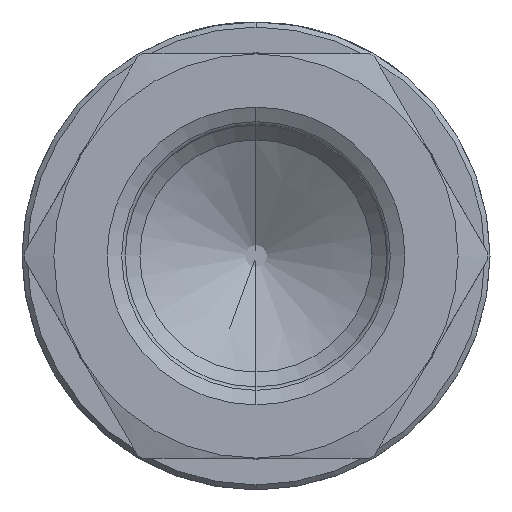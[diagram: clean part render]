
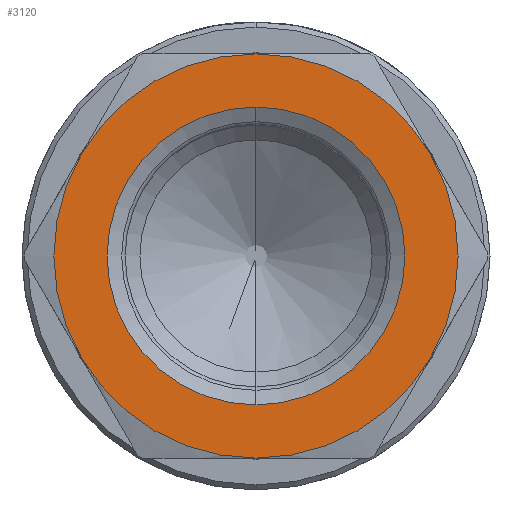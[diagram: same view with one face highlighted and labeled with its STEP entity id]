
A CAD part, left-side view. The second image highlights one B-rep face of the part: STEP entity #3120.
In plain terms, the highlighted planar face has unit normal (-1, 0, 0).
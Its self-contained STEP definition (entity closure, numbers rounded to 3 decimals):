
#447 = CARTESIAN_POINT ( 'NONE',  ( 38.567, 7.066, 11.113 ) ) ;
#453 = DIRECTION ( 'NONE',  ( -1., 0., 0. ) ) ;
#468 = CIRCLE ( 'NONE', #2074, 15.081 ) ;
#473 = EDGE_LOOP ( 'NONE', ( #9187, #6276 ) ) ;
#556 = AXIS2_PLACEMENT_3D ( 'NONE', #9752, #4524, #5500 ) ;
#582 = CARTESIAN_POINT ( 'NONE',  ( 38.567, 0., 0. ) ) ;
#747 = CIRCLE ( 'NONE', #3218, 11.113 ) ;
#1236 = CARTESIAN_POINT ( 'NONE',  ( 38.567, 7.066, -11.113 ) ) ;
#1796 = CARTESIAN_POINT ( 'NONE',  ( 38.567, 7.066, 0. ) ) ;
#1879 = EDGE_CURVE ( 'NONE', #9067, #3258, #2261, .T. ) ;
#2074 = AXIS2_PLACEMENT_3D ( 'NONE', #8146, #3867, #9861 ) ;
#2261 = CIRCLE ( 'NONE', #8233, 15.081 ) ;
#2326 = DIRECTION ( 'NONE',  ( 1., 0., 0. ) ) ;
#2557 = CARTESIAN_POINT ( 'NONE',  ( 38.567, 7.066, -15.081 ) ) ;
#3005 = EDGE_LOOP ( 'NONE', ( #4037, #5260 ) ) ;
#3120 = ADVANCED_FACE ( 'NONE', ( #5806, #9971 ), #3223, .F. ) ;
#3203 = CARTESIAN_POINT ( 'NONE',  ( 38.567, 7.066, 0. ) ) ;
#3218 = AXIS2_PLACEMENT_3D ( 'NONE', #1796, #6986, #10281 ) ;
#3223 = PLANE ( 'NONE',  #8756 ) ;
#3258 = VERTEX_POINT ( 'NONE', #2557 ) ;
#3867 = DIRECTION ( 'NONE',  ( -1., 0., 0. ) ) ;
#4037 = ORIENTED_EDGE ( 'NONE', *, *, #4123, .F. ) ;
#4123 = EDGE_CURVE ( 'NONE', #9156, #6878, #8094, .T. ) ;
#4486 = CARTESIAN_POINT ( 'NONE',  ( 38.567, 7.066, 15.081 ) ) ;
#4524 = DIRECTION ( 'NONE',  ( -1., 0., 0. ) ) ;
#5260 = ORIENTED_EDGE ( 'NONE', *, *, #7920, .F. ) ;
#5500 = DIRECTION ( 'NONE',  ( 0., 0., 1. ) ) ;
#5806 = FACE_BOUND ( 'NONE', #3005, .T. ) ;
#6276 = ORIENTED_EDGE ( 'NONE', *, *, #1879, .T. ) ;
#6878 = VERTEX_POINT ( 'NONE', #1236 ) ;
#6986 = DIRECTION ( 'NONE',  ( -1., 0., 0. ) ) ;
#7920 = EDGE_CURVE ( 'NONE', #6878, #9156, #747, .T. ) ;
#8094 = CIRCLE ( 'NONE', #556, 11.113 ) ;
#8146 = CARTESIAN_POINT ( 'NONE',  ( 38.567, 7.066, 0. ) ) ;
#8149 = EDGE_CURVE ( 'NONE', #3258, #9067, #468, .T. ) ;
#8233 = AXIS2_PLACEMENT_3D ( 'NONE', #3203, #453, #9925 ) ;
#8756 = AXIS2_PLACEMENT_3D ( 'NONE', #582, #2326, #10060 ) ;
#9067 = VERTEX_POINT ( 'NONE', #4486 ) ;
#9156 = VERTEX_POINT ( 'NONE', #447 ) ;
#9187 = ORIENTED_EDGE ( 'NONE', *, *, #8149, .T. ) ;
#9752 = CARTESIAN_POINT ( 'NONE',  ( 38.567, 7.066, 0. ) ) ;
#9861 = DIRECTION ( 'NONE',  ( 0., 0., 1. ) ) ;
#9925 = DIRECTION ( 'NONE',  ( 0., 0., 1. ) ) ;
#9971 = FACE_OUTER_BOUND ( 'NONE', #473, .T. ) ;
#10060 = DIRECTION ( 'NONE',  ( 0., 0., -1. ) ) ;
#10281 = DIRECTION ( 'NONE',  ( 0., 0., 1. ) ) ;
